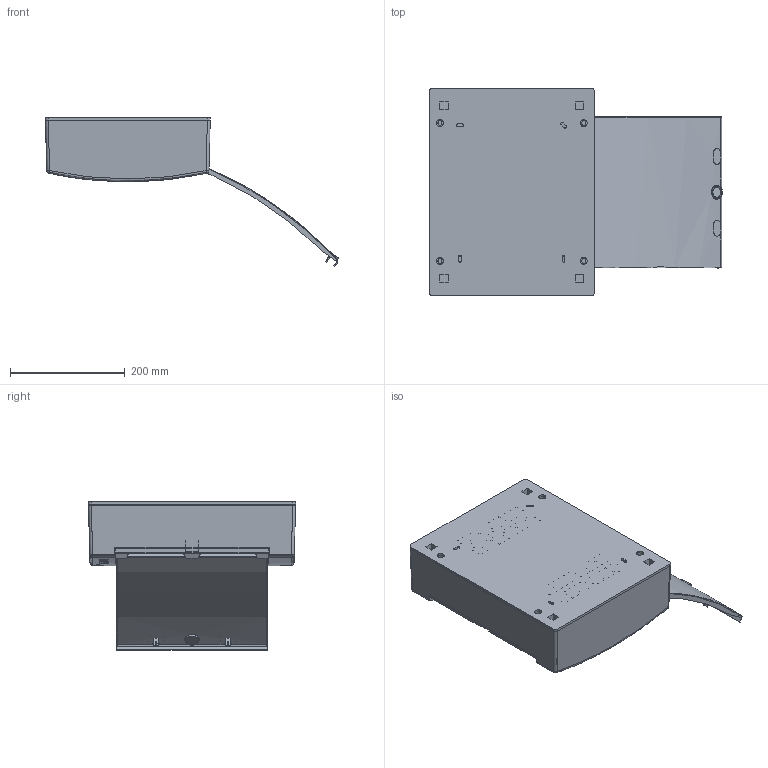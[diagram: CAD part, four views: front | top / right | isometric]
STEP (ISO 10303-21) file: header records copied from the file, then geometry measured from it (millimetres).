
FILE_DESCRIPTION(/* description */ ('Unknown'),/* implementation_level */ '2;1');
FILE_NAME(/* name */ 'ECT_24_PT_Modulowa',/* time_stamp */ '2020-05-20T13:16:39+02:00',/* author */ ('Unknown'),/* organization */ ('Unknown'),/* preprocessor_version */ 'ST-DEVELOPER v16.7',/* originating_system */ 'DEX',/* authorisation */ $);
FILE_SCHEMA (('AUTOMOTIVE_DESIGN {1 0 10303 214 3 1 1}'));
Length unit declared in the file: millimetre
Products named in the file (8): ECT_24_PT_Modulowa; Bottom; Front_ECT_24; Pin; Door_24; TH_12_Rail; Screw_M4x8; ETI LOGO
Assembly tree (14 placements, depth 2):
  ECT_24_PT_Modulowa
    Bottom
    Front_ECT_24
    Pin  x4
    Door_24
    TH_12_Rail  x2
    Screw_M4x8  x4
    ETI LOGO
Bounding box: 510.19 x 360.5 x 258.92 mm (x, y, z)
Volume: 1155526.9 mm3; surface area: 957043.8 mm2
Topology: 16 solids, 24 shells, 988 faces, 2504 edges, 1617 vertices
Faces by surface type: plane 703, cylinder 211, cone 50, sphere 8, bspline 8, torus 8
Full cylindrical faces by diameter (mm): 2.5 x4, 2.8 x2, 3 x4, 4 x6, 6 x2, 8 x4, 10 x4, 11 x4, 12 x4, 12.2 x4, 12.5 x4, 15 x4, 15.5 x4, 16.5 x1, 17.23 x1, 21.57 x1, 22 x4, 25 x4
Entity records: 28762 total; most frequent: CARTESIAN_POINT 5055, ORIENTED_EDGE 4198, DIRECTION 4176, EDGE_CURVE 2099, LINE 1574, VECTOR 1574, VERTEX_POINT 1390, AXIS2_PLACEMENT_3D 1301
